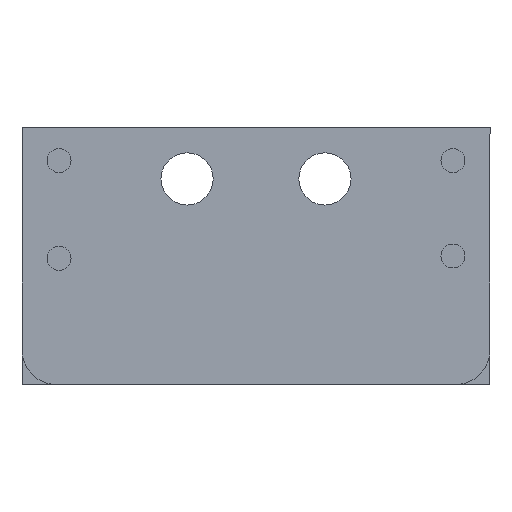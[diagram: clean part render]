
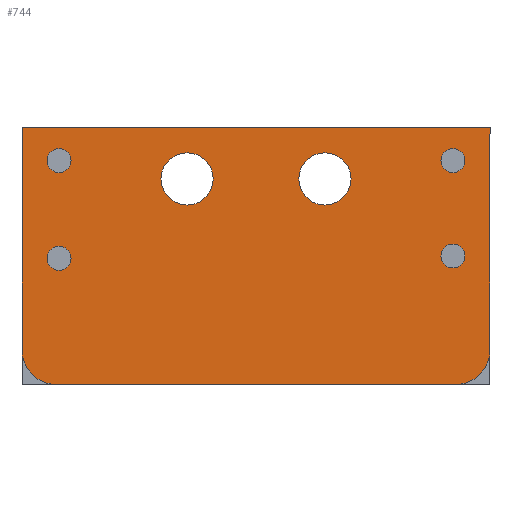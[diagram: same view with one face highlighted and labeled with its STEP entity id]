
A CAD part, front view. The second image highlights one B-rep face of the part: STEP entity #744.
In plain terms, the highlighted planar face has unit normal (0, -1, 0).
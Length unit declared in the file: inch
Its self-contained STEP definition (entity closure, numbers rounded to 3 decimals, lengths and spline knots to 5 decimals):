
#22=FACE_BOUND('',#132,.T.);
#23=FACE_BOUND('',#133,.T.);
#24=FACE_BOUND('',#134,.T.);
#25=FACE_BOUND('',#135,.T.);
#26=FACE_BOUND('',#136,.T.);
#27=FACE_BOUND('',#137,.T.);
#47=PLANE('',#836);
#84=FACE_OUTER_BOUND('',#131,.T.);
#131=EDGE_LOOP('',(#605,#606,#607,#608,#609,#610));
#132=EDGE_LOOP('',(#611));
#133=EDGE_LOOP('',(#612));
#134=EDGE_LOOP('',(#613));
#135=EDGE_LOOP('',(#614));
#136=EDGE_LOOP('',(#615));
#137=EDGE_LOOP('',(#616));
#181=LINE('',#1182,#247);
#200=LINE('',#1233,#266);
#201=LINE('',#1234,#267);
#202=LINE('',#1235,#268);
#247=VECTOR('',#967,0.3937);
#266=VECTOR('',#1018,0.3937);
#267=VECTOR('',#1019,0.3937);
#268=VECTOR('',#1020,0.3937);
#297=CIRCLE('',#790,0.05512);
#303=CIRCLE('',#800,0.05512);
#305=CIRCLE('',#804,0.05512);
#311=CIRCLE('',#814,0.05512);
#313=CIRCLE('',#818,0.15748);
#318=CIRCLE('',#829,0.12008);
#319=CIRCLE('',#834,0.15748);
#321=CIRCLE('',#837,0.12008);
#343=VERTEX_POINT('',#1117);
#349=VERTEX_POINT('',#1136);
#351=VERTEX_POINT('',#1143);
#357=VERTEX_POINT('',#1162);
#359=VERTEX_POINT('',#1169);
#360=VERTEX_POINT('',#1170);
#364=VERTEX_POINT('',#1180);
#373=VERTEX_POINT('',#1209);
#376=VERTEX_POINT('',#1223);
#377=VERTEX_POINT('',#1224);
#380=VERTEX_POINT('',#1232);
#381=VERTEX_POINT('',#1236);
#413=EDGE_CURVE('',#343,#343,#297,.T.);
#422=EDGE_CURVE('',#349,#349,#303,.T.);
#425=EDGE_CURVE('',#351,#351,#305,.T.);
#434=EDGE_CURVE('',#357,#357,#311,.T.);
#437=EDGE_CURVE('',#359,#360,#313,.T.);
#443=EDGE_CURVE('',#364,#359,#181,.T.);
#458=EDGE_CURVE('',#373,#373,#318,.T.);
#464=EDGE_CURVE('',#376,#377,#319,.T.);
#468=EDGE_CURVE('',#380,#364,#200,.T.);
#469=EDGE_CURVE('',#380,#377,#201,.T.);
#470=EDGE_CURVE('',#376,#360,#202,.T.);
#471=EDGE_CURVE('',#381,#381,#321,.T.);
#605=ORIENTED_EDGE('',*,*,#437,.F.);
#606=ORIENTED_EDGE('',*,*,#443,.F.);
#607=ORIENTED_EDGE('',*,*,#468,.F.);
#608=ORIENTED_EDGE('',*,*,#469,.T.);
#609=ORIENTED_EDGE('',*,*,#464,.F.);
#610=ORIENTED_EDGE('',*,*,#470,.T.);
#611=ORIENTED_EDGE('',*,*,#413,.T.);
#612=ORIENTED_EDGE('',*,*,#422,.T.);
#613=ORIENTED_EDGE('',*,*,#425,.T.);
#614=ORIENTED_EDGE('',*,*,#434,.T.);
#615=ORIENTED_EDGE('',*,*,#458,.T.);
#616=ORIENTED_EDGE('',*,*,#471,.T.);
#744=ADVANCED_FACE('',(#84,#22,#23,#24,#25,#26,#27),#47,.T.);
#790=AXIS2_PLACEMENT_3D('',#1118,#893,#894);
#800=AXIS2_PLACEMENT_3D('',#1137,#916,#917);
#804=AXIS2_PLACEMENT_3D('',#1144,#925,#926);
#814=AXIS2_PLACEMENT_3D('',#1163,#948,#949);
#818=AXIS2_PLACEMENT_3D('',#1171,#957,#958);
#829=AXIS2_PLACEMENT_3D('',#1211,#995,#996);
#834=AXIS2_PLACEMENT_3D('',#1225,#1010,#1011);
#836=AXIS2_PLACEMENT_3D('',#1231,#1016,#1017);
#837=AXIS2_PLACEMENT_3D('',#1237,#1021,#1022);
#893=DIRECTION('center_axis',(0.,1.,0.));
#894=DIRECTION('ref_axis',(1.,0.,0.));
#916=DIRECTION('center_axis',(0.,1.,0.));
#917=DIRECTION('ref_axis',(1.,0.,0.));
#925=DIRECTION('center_axis',(0.,1.,0.));
#926=DIRECTION('ref_axis',(1.,0.,0.));
#948=DIRECTION('center_axis',(0.,1.,0.));
#949=DIRECTION('ref_axis',(1.,0.,0.));
#957=DIRECTION('center_axis',(0.,1.,0.));
#958=DIRECTION('ref_axis',(0.707,0.,-0.707));
#967=DIRECTION('',(0.,0.,-1.));
#995=DIRECTION('center_axis',(0.,1.,0.));
#996=DIRECTION('ref_axis',(-1.,0.,0.));
#1010=DIRECTION('center_axis',(0.,1.,0.));
#1011=DIRECTION('ref_axis',(-0.707,0.,-0.707));
#1016=DIRECTION('center_axis',(0.,-1.,0.));
#1017=DIRECTION('ref_axis',(-1.,0.,0.));
#1018=DIRECTION('',(1.,0.,0.));
#1019=DIRECTION('',(0.,0.,-1.));
#1020=DIRECTION('',(1.,0.,0.));
#1021=DIRECTION('center_axis',(0.,1.,0.));
#1022=DIRECTION('ref_axis',(1.,0.,0.));
#1117=CARTESIAN_POINT('',(-1.56747,-1.73426,-0.73285));
#1118=CARTESIAN_POINT('Origin',(-1.51235,-1.73426,-0.73285));
#1136=CARTESIAN_POINT('',(0.24355,-1.73426,-0.72231));
#1137=CARTESIAN_POINT('Origin',(0.29867,-1.73426,-0.72231));
#1143=CARTESIAN_POINT('',(-1.56747,-1.73426,-0.2838));
#1144=CARTESIAN_POINT('Origin',(-1.51235,-1.73426,-0.2838));
#1162=CARTESIAN_POINT('',(0.24355,-1.73426,-0.2838));
#1163=CARTESIAN_POINT('Origin',(0.29867,-1.73426,-0.2838));
#1169=CARTESIAN_POINT('',(0.46895,-1.73426,-1.15539));
#1170=CARTESIAN_POINT('',(0.31147,-1.73426,-1.31287));
#1171=CARTESIAN_POINT('Origin',(0.31147,-1.73426,-1.15539));
#1180=CARTESIAN_POINT('',(0.46895,-1.73426,-0.13176));
#1182=CARTESIAN_POINT('',(0.46895,-1.73426,-0.13176));
#1209=CARTESIAN_POINT('',(-0.16988,-1.73426,-0.36798));
#1211=CARTESIAN_POINT('Origin',(-0.28995,-1.73426,-0.36798));
#1223=CARTESIAN_POINT('',(-1.52515,-1.73426,-1.31287));
#1224=CARTESIAN_POINT('',(-1.68263,-1.73426,-1.15539));
#1225=CARTESIAN_POINT('Origin',(-1.52515,-1.73426,-1.15539));
#1231=CARTESIAN_POINT('Origin',(-0.60684,-1.73426,-0.13176));
#1232=CARTESIAN_POINT('',(-1.68263,-1.73426,-0.13176));
#1233=CARTESIAN_POINT('',(-0.60684,-1.73426,-0.13176));
#1234=CARTESIAN_POINT('',(-1.68263,-1.73426,-0.13176));
#1235=CARTESIAN_POINT('',(-0.60684,-1.73426,-1.31287));
#1236=CARTESIAN_POINT('',(-1.0438,-1.73426,-0.36798));
#1237=CARTESIAN_POINT('Origin',(-0.92372,-1.73426,-0.36798));
